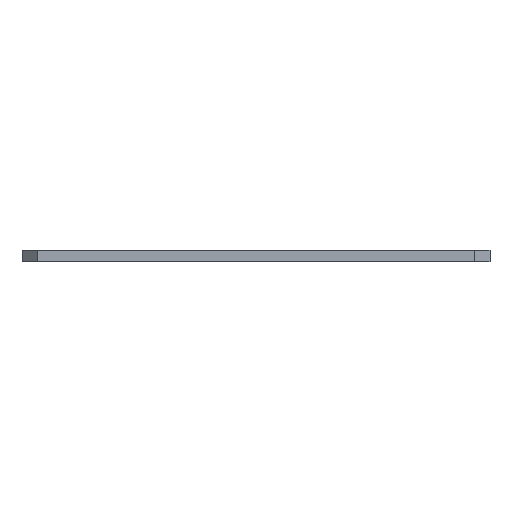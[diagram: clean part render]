
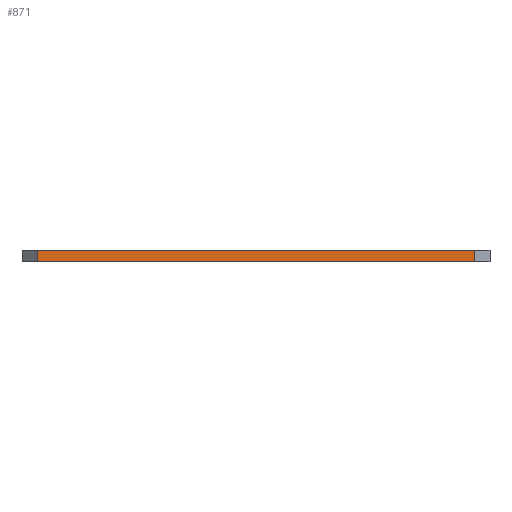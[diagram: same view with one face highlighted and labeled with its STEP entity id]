
A CAD part, front view. The second image highlights one B-rep face of the part: STEP entity #871.
In plain terms, the highlighted planar face has unit normal (0, -1, 0).
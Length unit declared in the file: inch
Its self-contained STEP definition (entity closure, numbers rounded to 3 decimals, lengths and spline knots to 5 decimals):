
#111 = VERTEX_POINT ( 'NONE', #1952 ) ;
#174 = VERTEX_POINT ( 'NONE', #1889 ) ;
#237 = VECTOR ( 'NONE', #1392, 39.37008 ) ;
#306 = DIRECTION ( 'NONE',  ( 0., 0., -1. ) ) ;
#383 = EDGE_LOOP ( 'NONE', ( #1444, #1591, #1364, #714 ) ) ;
#473 = CARTESIAN_POINT ( 'NONE',  ( 0.125, -0.37824, -0.09 ) ) ;
#475 = CARTESIAN_POINT ( 'NONE',  ( 3.77953, -0.37824, 0. ) ) ;
#486 = EDGE_CURVE ( 'NONE', #712, #111, #1623, .T. ) ;
#545 = VERTEX_POINT ( 'NONE', #1297 ) ;
#652 = VECTOR ( 'NONE', #306, 39.37008 ) ;
#658 = EDGE_CURVE ( 'NONE', #174, #545, #1853, .T. ) ;
#695 = CARTESIAN_POINT ( 'NONE',  ( 3.65453, -0.37824, -0.09 ) ) ;
#698 = DIRECTION ( 'NONE',  ( 0., 0., 1. ) ) ;
#703 = LINE ( 'NONE', #473, #652 ) ;
#712 = VERTEX_POINT ( 'NONE', #1062 ) ;
#714 = ORIENTED_EDGE ( 'NONE', *, *, #1428, .T. ) ;
#724 = DIRECTION ( 'NONE',  ( 0., -1., 0. ) ) ;
#746 = CARTESIAN_POINT ( 'NONE',  ( 3.77953, -0.37824, -0.09 ) ) ;
#763 = PLANE ( 'NONE',  #1018 ) ;
#871 = ADVANCED_FACE ( 'NONE', ( #1558 ), #763, .T. ) ;
#884 = EDGE_CURVE ( 'NONE', #712, #174, #1504, .T. ) ;
#1018 = AXIS2_PLACEMENT_3D ( 'NONE', #746, #724, #1174 ) ;
#1062 = CARTESIAN_POINT ( 'NONE',  ( 3.65453, -0.37824, -0.09 ) ) ;
#1174 = DIRECTION ( 'NONE',  ( -1., 0., 0. ) ) ;
#1193 = DIRECTION ( 'NONE',  ( -1., 0., 0. ) ) ;
#1297 = CARTESIAN_POINT ( 'NONE',  ( 0.125, -0.37824, 0. ) ) ;
#1364 = ORIENTED_EDGE ( 'NONE', *, *, #658, .T. ) ;
#1385 = CARTESIAN_POINT ( 'NONE',  ( 3.77953, -0.37824, -0.09 ) ) ;
#1392 = DIRECTION ( 'NONE',  ( -1., 0., 0. ) ) ;
#1428 = EDGE_CURVE ( 'NONE', #545, #111, #703, .T. ) ;
#1444 = ORIENTED_EDGE ( 'NONE', *, *, #486, .F. ) ;
#1504 = LINE ( 'NONE', #695, #1534 ) ;
#1534 = VECTOR ( 'NONE', #698, 39.37008 ) ;
#1558 = FACE_OUTER_BOUND ( 'NONE', #383, .T. ) ;
#1591 = ORIENTED_EDGE ( 'NONE', *, *, #884, .T. ) ;
#1623 = LINE ( 'NONE', #1385, #237 ) ;
#1853 = LINE ( 'NONE', #475, #1937 ) ;
#1889 = CARTESIAN_POINT ( 'NONE',  ( 3.65453, -0.37824, 0. ) ) ;
#1937 = VECTOR ( 'NONE', #1193, 39.37008 ) ;
#1952 = CARTESIAN_POINT ( 'NONE',  ( 0.125, -0.37824, -0.09 ) ) ;
